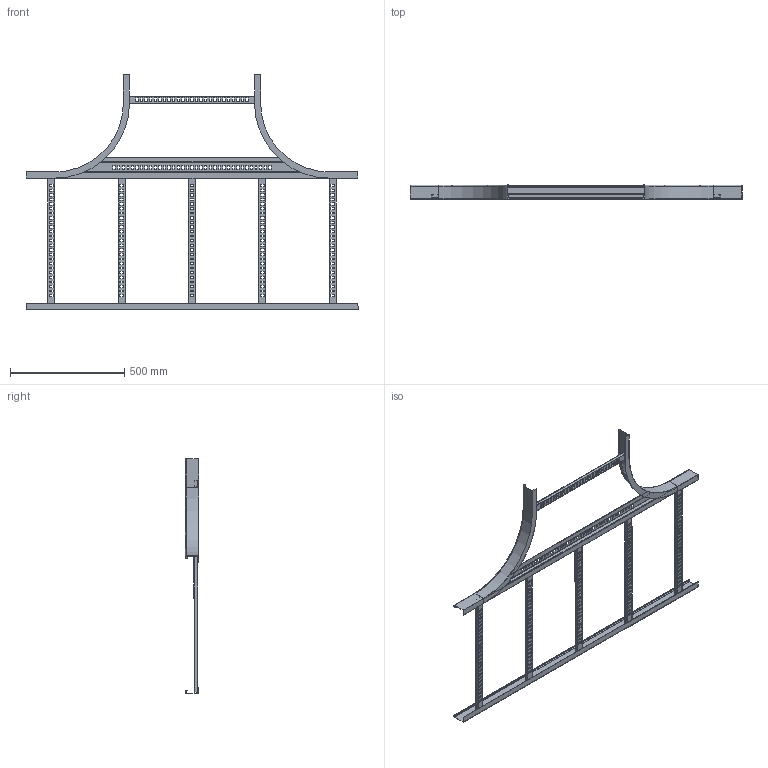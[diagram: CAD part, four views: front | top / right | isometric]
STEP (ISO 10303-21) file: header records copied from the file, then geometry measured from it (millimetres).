
FILE_DESCRIPTION (( 'STEP AP214' ), '1' );
FILE_NAME ('6225218.stp', '2017-03-23T14:01:42', ( '' ), ( '' ), 'SwSTEP 2.0', 'SolidWorks 2016', '' );
FILE_SCHEMA (( 'AUTOMOTIVE_DESIGN' ));
Length unit declared in the file: millimetre
Products named in the file (5): 085933_Gegenholm 60x1450; 079986_L=0592; 085502_St》zprofil f〉 R300 NB600; 085501_Innenholm 60xR300; 6225218
Assembly tree (10 placements, depth 2):
  6225218
    085501_Innenholm 60xR300  x2
    085502_St》zprofil f〉 R300 NB600
    079986_L=0592  x6
    085933_Gegenholm 60x1450
Bounding box: 1450 x 60 x 1025 mm (x, y, z)
Volume: 993627.7 mm3; surface area: 1286971.8 mm2
Topology: 10 solids, 10 shells, 1052 faces, 3016 edges, 1984 vertices
Faces by surface type: plane 1006, cylinder 34, bspline 8, torus 4
Entity records: 12686 total; most frequent: CARTESIAN_POINT 2913, ORIENTED_EDGE 2028, DIRECTION 1774, EDGE_CURVE 1014, VECTOR 964, LINE 964, VERTEX_POINT 656, EDGE_LOOP 486
